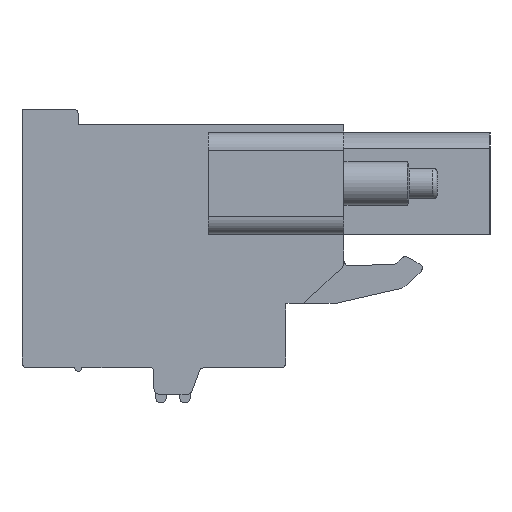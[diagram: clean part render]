
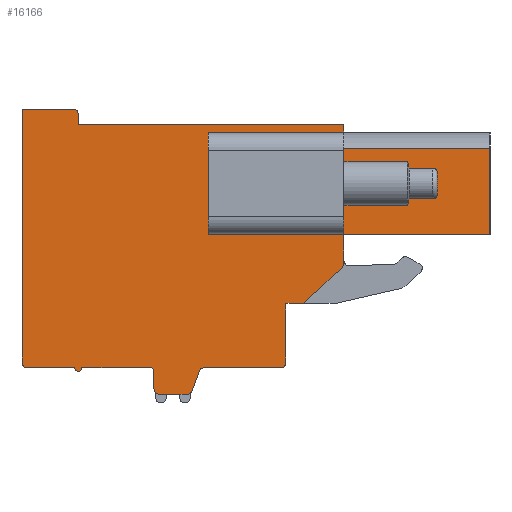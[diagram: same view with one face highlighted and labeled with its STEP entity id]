
A CAD part, left-side view. The second image highlights one B-rep face of the part: STEP entity #16166.
In plain terms, the highlighted planar face has unit normal (-1, 0, 0).
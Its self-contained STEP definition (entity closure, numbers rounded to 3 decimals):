
#1=DIRECTION('',(0.,0.,-1.));
#2=VECTOR('',#1,1.325);
#3=CARTESIAN_POINT('',(0.,-5.66,6.96));
#4=LINE('',#3,#2);
#5=DIRECTION('',(0.,1.,0.));
#6=VECTOR('',#5,8.3);
#7=CARTESIAN_POINT('',(0.,-13.96,5.635));
#8=LINE('',#7,#6);
#9=DIRECTION('',(0.,1.,0.));
#10=VECTOR('',#9,8.3);
#11=CARTESIAN_POINT('',(0.,-13.96,0.73));
#12=LINE('',#11,#10);
#13=DIRECTION('',(0.,0.,-1.));
#14=VECTOR('',#13,1.64);
#15=CARTESIAN_POINT('',(0.,-5.66,0.73));
#16=LINE('',#15,#14);
#17=CARTESIAN_POINT('',(0.,-5.36,-0.91));
#18=DIRECTION('',(1.,0.,0.));
#19=DIRECTION('',(0.,-1.,0.));
#20=AXIS2_PLACEMENT_3D('',#17,#18,#19);
#22=DIRECTION('',(0.,0.731,-0.683));
#23=VECTOR('',#22,3.018);
#24=CARTESIAN_POINT('',(0.,-5.565,-1.129));
#25=LINE('',#24,#23);
#26=DIRECTION('',(0.,1.,0.));
#27=VECTOR('',#26,1.);
#28=CARTESIAN_POINT('',(0.,-3.36,-3.19));
#29=LINE('',#28,#27);
#30=DIRECTION('',(0.,0.,-1.));
#31=VECTOR('',#30,0.5);
#32=CARTESIAN_POINT('',(0.,-2.36,-3.19));
#33=LINE('',#32,#31);
#34=DIRECTION('',(0.,0.,-1.));
#35=VECTOR('',#34,2.35);
#36=CARTESIAN_POINT('',(0.,-2.36,-3.69));
#37=LINE('',#36,#35);
#38=DIRECTION('',(0.,0.,-1.));
#39=VECTOR('',#38,0.5);
#40=CARTESIAN_POINT('',(0.,-2.36,-6.04));
#41=LINE('',#40,#39);
#42=CARTESIAN_POINT('',(0.,-2.06,-6.54));
#43=DIRECTION('',(1.,0.,0.));
#44=DIRECTION('',(0.,-1.,0.));
#45=AXIS2_PLACEMENT_3D('',#42,#43,#44);
#47=DIRECTION('',(0.,1.,0.));
#48=VECTOR('',#47,4.34);
#49=CARTESIAN_POINT('',(0.,-2.06,-6.84));
#50=LINE('',#49,#48);
#51=CARTESIAN_POINT('',(0.,2.28,-7.14));
#52=DIRECTION('',(-1.,0.,0.));
#53=DIRECTION('',(0.,0.,1.));
#54=AXIS2_PLACEMENT_3D('',#51,#52,#53);
#56=DIRECTION('',(0.,0.345,-0.939));
#57=VECTOR('',#56,1.179);
#58=CARTESIAN_POINT('',(0.,2.562,-7.037));
#59=LINE('',#58,#57);
#60=CARTESIAN_POINT('',(0.,3.25,-8.04));
#61=DIRECTION('',(1.,0.,0.));
#62=DIRECTION('',(0.,-0.939,-0.345));
#63=AXIS2_PLACEMENT_3D('',#60,#61,#62);
#65=DIRECTION('',(0.,1.,0.));
#66=VECTOR('',#65,1.59);
#67=CARTESIAN_POINT('',(0.,3.25,-8.34));
#68=LINE('',#67,#66);
#69=CARTESIAN_POINT('',(0.,4.84,-8.04));
#70=DIRECTION('',(1.,0.,0.));
#71=DIRECTION('',(0.,0.,-1.));
#72=AXIS2_PLACEMENT_3D('',#69,#70,#71);
#74=DIRECTION('',(0.,0.,1.));
#75=VECTOR('',#74,1.);
#76=CARTESIAN_POINT('',(0.,5.14,-8.04));
#77=LINE('',#76,#75);
#78=CARTESIAN_POINT('',(0.,5.34,-7.04));
#79=DIRECTION('',(-1.,0.,0.));
#80=DIRECTION('',(0.,-1.,0.));
#81=AXIS2_PLACEMENT_3D('',#78,#79,#80);
#83=DIRECTION('',(0.,1.,0.));
#84=VECTOR('',#83,3.9);
#85=CARTESIAN_POINT('',(0.,5.34,-6.84));
#86=LINE('',#85,#84);
#87=CARTESIAN_POINT('',(0.,9.44,-6.84));
#88=DIRECTION('',(1.,0.,0.));
#89=DIRECTION('',(0.,-1.,0.));
#90=AXIS2_PLACEMENT_3D('',#87,#88,#89);
#92=DIRECTION('',(0.,1.,0.));
#93=VECTOR('',#92,2.7);
#94=CARTESIAN_POINT('',(0.,9.64,-6.84));
#95=LINE('',#94,#93);
#96=CARTESIAN_POINT('',(0.,12.34,-6.54));
#97=DIRECTION('',(1.,0.,0.));
#98=DIRECTION('',(0.,0.,-1.));
#99=AXIS2_PLACEMENT_3D('',#96,#97,#98);
#101=DIRECTION('',(0.,0.,1.));
#102=VECTOR('',#101,0.5);
#103=CARTESIAN_POINT('',(0.,12.64,-6.54));
#104=LINE('',#103,#102);
#105=DIRECTION('',(0.,0.,1.));
#106=VECTOR('',#105,13.9);
#107=CARTESIAN_POINT('',(0.,12.64,-6.04));
#108=LINE('',#107,#106);
#109=DIRECTION('',(0.,-1.,0.));
#110=VECTOR('',#109,2.9);
#111=CARTESIAN_POINT('',(0.,12.64,7.86));
#112=LINE('',#111,#110);
#113=CARTESIAN_POINT('',(0.,9.74,7.56));
#114=DIRECTION('',(1.,0.,0.));
#115=DIRECTION('',(0.,0.,1.));
#116=AXIS2_PLACEMENT_3D('',#113,#114,#115);
#118=DIRECTION('',(0.,0.,-1.));
#119=VECTOR('',#118,0.6);
#120=CARTESIAN_POINT('',(0.,9.44,7.56));
#121=LINE('',#120,#119);
#122=DIRECTION('',(0.,-1.,0.));
#123=VECTOR('',#122,15.1);
#124=CARTESIAN_POINT('',(0.,9.44,6.96));
#125=LINE('',#124,#123);
#126=DIRECTION('',(0.,-1.,0.));
#127=VECTOR('',#126,6.1);
#128=CARTESIAN_POINT('',(0.,2.04,0.73));
#129=LINE('',#128,#127);
#130=DIRECTION('',(0.,0.,1.));
#131=VECTOR('',#130,5.8);
#132=CARTESIAN_POINT('',(0.,-4.06,0.73));
#133=LINE('',#132,#131);
#134=DIRECTION('',(0.,1.,0.));
#135=VECTOR('',#134,6.1);
#136=CARTESIAN_POINT('',(0.,-4.06,6.53));
#137=LINE('',#136,#135);
#9926=DIRECTION('',(0.,0.,1.));
#9927=VECTOR('',#9926,4.905);
#9928=CARTESIAN_POINT('',(0.,-13.96,0.73));
#9929=LINE('',#9928,#9927);
#11996=DIRECTION('',(0.,0.,1.));
#11997=VECTOR('',#11996,5.8);
#11998=CARTESIAN_POINT('',(0.,2.04,0.73));
#11999=LINE('',#11998,#11997);
#12257=CARTESIAN_POINT('',(0.,12.34,-6.84));
#12258=CARTESIAN_POINT('',(0.,12.64,-6.54));
#12259=VERTEX_POINT('',#12257);
#12260=VERTEX_POINT('',#12258);
#12261=CARTESIAN_POINT('',(0.,12.64,-6.04));
#12262=VERTEX_POINT('',#12261);
#12263=CARTESIAN_POINT('',(0.,12.64,7.86));
#12264=VERTEX_POINT('',#12263);
#12265=CARTESIAN_POINT('',(0.,9.74,7.86));
#12266=VERTEX_POINT('',#12265);
#12267=CARTESIAN_POINT('',(0.,9.44,7.56));
#12268=VERTEX_POINT('',#12267);
#12269=CARTESIAN_POINT('',(0.,9.44,6.96));
#12270=VERTEX_POINT('',#12269);
#12271=CARTESIAN_POINT('',(0.,-5.66,6.96));
#12272=VERTEX_POINT('',#12271);
#12273=CARTESIAN_POINT('',(0.,-5.66,-0.91));
#12274=CARTESIAN_POINT('',(0.,-5.565,-1.129));
#12275=VERTEX_POINT('',#12273);
#12276=VERTEX_POINT('',#12274);
#12277=CARTESIAN_POINT('',(0.,-3.36,-3.19));
#12278=VERTEX_POINT('',#12277);
#12279=CARTESIAN_POINT('',(0.,-2.36,-3.19));
#12280=VERTEX_POINT('',#12279);
#12281=CARTESIAN_POINT('',(0.,-2.36,-3.69));
#12282=VERTEX_POINT('',#12281);
#12283=CARTESIAN_POINT('',(0.,-2.36,-6.04));
#12284=VERTEX_POINT('',#12283);
#12285=CARTESIAN_POINT('',(0.,-2.36,-6.54));
#12286=VERTEX_POINT('',#12285);
#12287=CARTESIAN_POINT('',(0.,-2.06,-6.84));
#12288=VERTEX_POINT('',#12287);
#12289=CARTESIAN_POINT('',(0.,2.28,-6.84));
#12290=VERTEX_POINT('',#12289);
#12291=CARTESIAN_POINT('',(0.,2.562,-7.037));
#12292=VERTEX_POINT('',#12291);
#12293=CARTESIAN_POINT('',(0.,2.968,-8.143));
#12294=VERTEX_POINT('',#12293);
#12295=CARTESIAN_POINT('',(0.,3.25,-8.34));
#12296=VERTEX_POINT('',#12295);
#12297=CARTESIAN_POINT('',(0.,4.84,-8.34));
#12298=VERTEX_POINT('',#12297);
#12299=CARTESIAN_POINT('',(0.,5.14,-8.04));
#12300=VERTEX_POINT('',#12299);
#12301=CARTESIAN_POINT('',(0.,5.14,-7.04));
#12302=VERTEX_POINT('',#12301);
#12303=CARTESIAN_POINT('',(0.,5.34,-6.84));
#12304=VERTEX_POINT('',#12303);
#12305=CARTESIAN_POINT('',(0.,9.24,-6.84));
#12306=VERTEX_POINT('',#12305);
#12307=CARTESIAN_POINT('',(0.,9.64,-6.84));
#12308=VERTEX_POINT('',#12307);
#12385=CARTESIAN_POINT('',(0.,-13.96,0.73));
#12386=VERTEX_POINT('',#12385);
#12387=CARTESIAN_POINT('',(0.,-5.66,0.73));
#12388=VERTEX_POINT('',#12387);
#12613=CARTESIAN_POINT('',(0.,-13.96,5.635));
#12615=VERTEX_POINT('',#12613);
#15925=CARTESIAN_POINT('',(0.,2.04,0.73));
#15926=CARTESIAN_POINT('',(0.,2.04,6.53));
#15927=VERTEX_POINT('',#15925);
#15928=VERTEX_POINT('',#15926);
#15933=CARTESIAN_POINT('',(0.,-4.06,0.73));
#15935=VERTEX_POINT('',#15933);
#15937=CARTESIAN_POINT('',(0.,-4.06,6.53));
#15939=VERTEX_POINT('',#15937);
#15941=CARTESIAN_POINT('',(0.,-5.66,5.635));
#15942=VERTEX_POINT('',#15941);
#16089=CARTESIAN_POINT('',(0.,0.,0.));
#16090=DIRECTION('',(1.,0.,0.));
#16091=DIRECTION('',(0.,-1.,0.));
#16092=AXIS2_PLACEMENT_3D('',#16089,#16090,#16091);
#16093=PLANE('',#16092);
#16095=ORIENTED_EDGE('',*,*,#16094,.T.);
#16097=ORIENTED_EDGE('',*,*,#16096,.F.);
#16099=ORIENTED_EDGE('',*,*,#16098,.F.);
#16101=ORIENTED_EDGE('',*,*,#16100,.T.);
#16103=ORIENTED_EDGE('',*,*,#16102,.T.);
#16105=ORIENTED_EDGE('',*,*,#16104,.T.);
#16107=ORIENTED_EDGE('',*,*,#16106,.T.);
#16109=ORIENTED_EDGE('',*,*,#16108,.T.);
#16111=ORIENTED_EDGE('',*,*,#16110,.T.);
#16113=ORIENTED_EDGE('',*,*,#16112,.T.);
#16115=ORIENTED_EDGE('',*,*,#16114,.T.);
#16117=ORIENTED_EDGE('',*,*,#16116,.T.);
#16119=ORIENTED_EDGE('',*,*,#16118,.T.);
#16121=ORIENTED_EDGE('',*,*,#16120,.T.);
#16123=ORIENTED_EDGE('',*,*,#16122,.T.);
#16125=ORIENTED_EDGE('',*,*,#16124,.T.);
#16127=ORIENTED_EDGE('',*,*,#16126,.T.);
#16129=ORIENTED_EDGE('',*,*,#16128,.T.);
#16131=ORIENTED_EDGE('',*,*,#16130,.T.);
#16133=ORIENTED_EDGE('',*,*,#16132,.T.);
#16135=ORIENTED_EDGE('',*,*,#16134,.T.);
#16137=ORIENTED_EDGE('',*,*,#16136,.T.);
#16139=ORIENTED_EDGE('',*,*,#16138,.T.);
#16141=ORIENTED_EDGE('',*,*,#16140,.T.);
#16143=ORIENTED_EDGE('',*,*,#16142,.T.);
#16145=ORIENTED_EDGE('',*,*,#16144,.T.);
#16147=ORIENTED_EDGE('',*,*,#16146,.T.);
#16149=ORIENTED_EDGE('',*,*,#16148,.T.);
#16151=ORIENTED_EDGE('',*,*,#16150,.T.);
#16153=ORIENTED_EDGE('',*,*,#16152,.T.);
#16154=EDGE_LOOP('',(#16095,#16097,#16099,#16101,#16103,#16105,#16107,#16109,
#16111,#16113,#16115,#16117,#16119,#16121,#16123,#16125,#16127,#16129,#16131,
#16133,#16135,#16137,#16139,#16141,#16143,#16145,#16147,#16149,#16151,#16153));
#16155=FACE_OUTER_BOUND('',#16154,.F.);
#16157=ORIENTED_EDGE('',*,*,#16156,.T.);
#16159=ORIENTED_EDGE('',*,*,#16158,.T.);
#16161=ORIENTED_EDGE('',*,*,#16160,.T.);
#16163=ORIENTED_EDGE('',*,*,#16162,.F.);
#16164=EDGE_LOOP('',(#16157,#16159,#16161,#16163));
#16165=FACE_BOUND('',#16164,.F.);
#16166=ADVANCED_FACE('',(#16155,#16165),#16093,.F.);
#21=CIRCLE('',#20,0.3);
#46=CIRCLE('',#45,0.3);
#55=CIRCLE('',#54,0.3);
#64=CIRCLE('',#63,0.3);
#73=CIRCLE('',#72,0.3);
#82=CIRCLE('',#81,0.2);
#91=CIRCLE('',#90,0.2);
#100=CIRCLE('',#99,0.3);
#117=CIRCLE('',#116,0.3);
#16094=EDGE_CURVE('',#12272,#15942,#4,.T.);
#16096=EDGE_CURVE('',#12615,#15942,#8,.T.);
#16098=EDGE_CURVE('',#12386,#12615,#9929,.T.);
#16100=EDGE_CURVE('',#12386,#12388,#12,.T.);
#16102=EDGE_CURVE('',#12388,#12275,#16,.T.);
#16104=EDGE_CURVE('',#12275,#12276,#21,.T.);
#16106=EDGE_CURVE('',#12276,#12278,#25,.T.);
#16108=EDGE_CURVE('',#12278,#12280,#29,.T.);
#16110=EDGE_CURVE('',#12280,#12282,#33,.T.);
#16112=EDGE_CURVE('',#12282,#12284,#37,.T.);
#16114=EDGE_CURVE('',#12284,#12286,#41,.T.);
#16116=EDGE_CURVE('',#12286,#12288,#46,.T.);
#16118=EDGE_CURVE('',#12288,#12290,#50,.T.);
#16120=EDGE_CURVE('',#12290,#12292,#55,.T.);
#16122=EDGE_CURVE('',#12292,#12294,#59,.T.);
#16124=EDGE_CURVE('',#12294,#12296,#64,.T.);
#16126=EDGE_CURVE('',#12296,#12298,#68,.T.);
#16128=EDGE_CURVE('',#12298,#12300,#73,.T.);
#16130=EDGE_CURVE('',#12300,#12302,#77,.T.);
#16132=EDGE_CURVE('',#12302,#12304,#82,.T.);
#16134=EDGE_CURVE('',#12304,#12306,#86,.T.);
#16136=EDGE_CURVE('',#12306,#12308,#91,.T.);
#16138=EDGE_CURVE('',#12308,#12259,#95,.T.);
#16140=EDGE_CURVE('',#12259,#12260,#100,.T.);
#16142=EDGE_CURVE('',#12260,#12262,#104,.T.);
#16144=EDGE_CURVE('',#12262,#12264,#108,.T.);
#16146=EDGE_CURVE('',#12264,#12266,#112,.T.);
#16148=EDGE_CURVE('',#12266,#12268,#117,.T.);
#16150=EDGE_CURVE('',#12268,#12270,#121,.T.);
#16152=EDGE_CURVE('',#12270,#12272,#125,.T.);
#16156=EDGE_CURVE('',#15927,#15935,#129,.T.);
#16158=EDGE_CURVE('',#15935,#15939,#133,.T.);
#16160=EDGE_CURVE('',#15939,#15928,#137,.T.);
#16162=EDGE_CURVE('',#15927,#15928,#11999,.T.);
